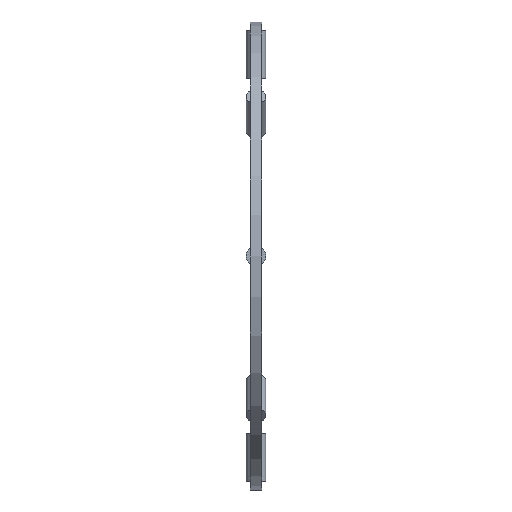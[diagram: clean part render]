
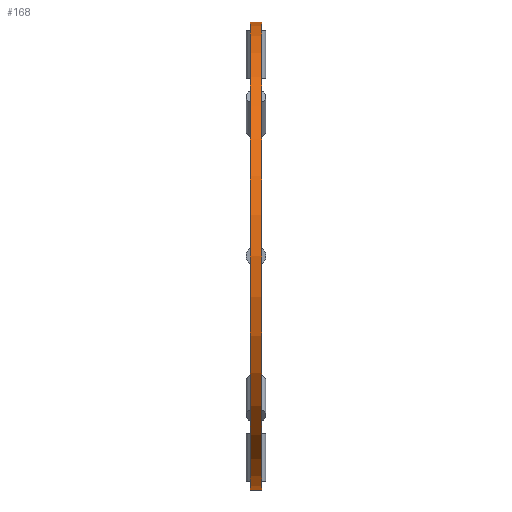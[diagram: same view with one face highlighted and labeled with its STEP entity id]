
A CAD part, front view. The second image highlights one B-rep face of the part: STEP entity #168.
In plain terms, the highlighted cylindrical face has radius 23.5 mm (diameter 47 mm), a full revolution.
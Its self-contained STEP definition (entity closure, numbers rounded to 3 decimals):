
#168 = ADVANCED_FACE( '', ( #303, #304 ), #305, .T. );
#303 = FACE_OUTER_BOUND( '', #455, .T. );
#304 = FACE_OUTER_BOUND( '', #456, .T. );
#305 = CYLINDRICAL_SURFACE( '', #457, 23.5 );
#455 = EDGE_LOOP( '', ( #595 ) );
#456 = EDGE_LOOP( '', ( #596 ) );
#457 = AXIS2_PLACEMENT_3D( '', #597, #598, #599 );
#595 = ORIENTED_EDGE( '', *, *, #956, .T. );
#596 = ORIENTED_EDGE( '', *, *, #957, .F. );
#597 = CARTESIAN_POINT( '', ( 1.6, 0., 0. ) );
#598 = DIRECTION( '', ( -1., 0., 0. ) );
#599 = DIRECTION( '', ( 0., 0., -1. ) );
#956 = EDGE_CURVE( '', #1097, #1097, #1098, .T. );
#957 = EDGE_CURVE( '', #1099, #1099, #1100, .T. );
#1097 = VERTEX_POINT( '', #1308 );
#1098 = CIRCLE( '', #1309, 23.5 );
#1099 = VERTEX_POINT( '', #1310 );
#1100 = CIRCLE( '', #1311, 23.5 );
#1308 = CARTESIAN_POINT( '', ( 0.4, 0., -23.5 ) );
#1309 = AXIS2_PLACEMENT_3D( '', #1582, #1583, #1584 );
#1310 = CARTESIAN_POINT( '', ( 1.6, 0., -23.5 ) );
#1311 = AXIS2_PLACEMENT_3D( '', #1585, #1586, #1587 );
#1582 = CARTESIAN_POINT( '', ( 0.4, 0., 0. ) );
#1583 = DIRECTION( '', ( 1., 0., 0. ) );
#1584 = DIRECTION( '', ( 0., 0., -1. ) );
#1585 = CARTESIAN_POINT( '', ( 1.6, 0., 0. ) );
#1586 = DIRECTION( '', ( 1., 0., 0. ) );
#1587 = DIRECTION( '', ( 0., 0., -1. ) );
